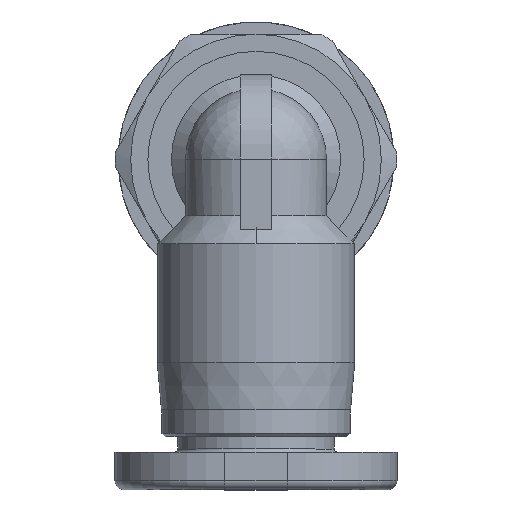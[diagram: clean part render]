
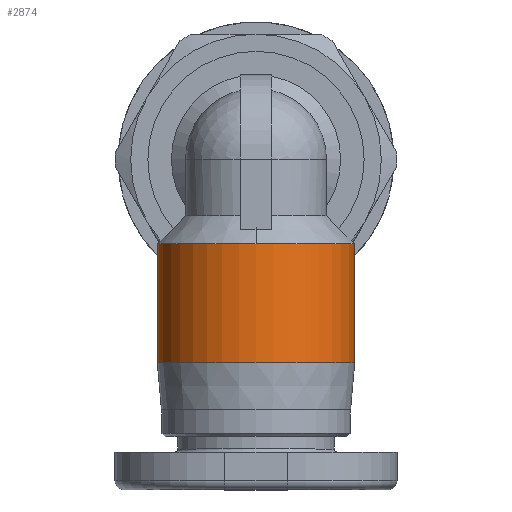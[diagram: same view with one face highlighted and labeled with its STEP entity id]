
A CAD part, top view. The second image highlights one B-rep face of the part: STEP entity #2874.
In plain terms, the highlighted cylindrical face has radius 3.15 mm (diameter 6.3 mm), a partial arc.
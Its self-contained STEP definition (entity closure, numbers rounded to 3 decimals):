
#143=CARTESIAN_POINT('',(0.0,0.375,9.6));
#144=VERTEX_POINT('',#143);
#191=CARTESIAN_POINT('',(-3.15,0.375,6.45));
#192=VERTEX_POINT('',#191);
#200=CARTESIAN_POINT('',(0.0,0.375,6.45));
#201=DIRECTION('',(0.0,-1.0,0.0));
#202=DIRECTION('',(1.0,0.0,0.0));
#203=AXIS2_PLACEMENT_3D('',#200,#201,#202);
#204=CIRCLE('',#203,3.15);
#205=EDGE_CURVE('',#144,#192,#204,.T.);
#442=CARTESIAN_POINT('',(3.15,-3.425,6.45));
#443=VERTEX_POINT('',#442);
#444=CARTESIAN_POINT('',(3.15,0.375,6.45));
#445=VERTEX_POINT('',#444);
#446=CARTESIAN_POINT('',(3.15,-3.425,6.45));
#447=DIRECTION('',(0.0,1.0,0.0));
#448=VECTOR('',#447,3.8);
#449=LINE('',#446,#448);
#450=EDGE_CURVE('',#443,#445,#449,.T.);
#452=CARTESIAN_POINT('',(-3.15,-3.425,6.45));
#453=VERTEX_POINT('',#452);
#461=CARTESIAN_POINT('',(-3.15,-3.425,6.45));
#462=DIRECTION('',(0.0,1.0,0.0));
#463=VECTOR('',#462,3.8);
#464=LINE('',#461,#463);
#465=EDGE_CURVE('',#453,#192,#464,.T.);
#2846=CARTESIAN_POINT('',(0.0,-3.425,6.45));
#2847=DIRECTION('',(0.0,-1.0,0.0));
#2848=DIRECTION('',(-1.0,0.0,0.0));
#2849=AXIS2_PLACEMENT_3D('',#2846,#2847,#2848);
#2850=CIRCLE('',#2849,3.15);
#2851=EDGE_CURVE('',#443,#453,#2850,.T.);
#2856=CARTESIAN_POINT('',(0.0,-2.275,6.45));
#2857=DIRECTION('',(0.0,-1.0,0.0));
#2858=DIRECTION('',(1.0,0.0,0.0));
#2859=AXIS2_PLACEMENT_3D('',#2856,#2857,#2858);
#2860=CYLINDRICAL_SURFACE('',#2859,3.15);
#2861=ORIENTED_EDGE('',*,*,#450,.T.);
#2862=CARTESIAN_POINT('',(0.0,0.375,6.45));
#2863=DIRECTION('',(0.0,-1.0,0.0));
#2864=DIRECTION('',(1.0,0.0,0.0));
#2865=AXIS2_PLACEMENT_3D('',#2862,#2863,#2864);
#2866=CIRCLE('',#2865,3.15);
#2867=EDGE_CURVE('',#445,#144,#2866,.T.);
#2868=ORIENTED_EDGE('',*,*,#2867,.T.);
#2869=ORIENTED_EDGE('',*,*,#205,.T.);
#2870=ORIENTED_EDGE('',*,*,#465,.F.);
#2871=ORIENTED_EDGE('',*,*,#2851,.F.);
#2872=EDGE_LOOP('',(#2861,#2868,#2869,#2870,#2871));
#2873=FACE_OUTER_BOUND('',#2872,.T.);
#2874=ADVANCED_FACE('',(#2873),#2860,.T.);
